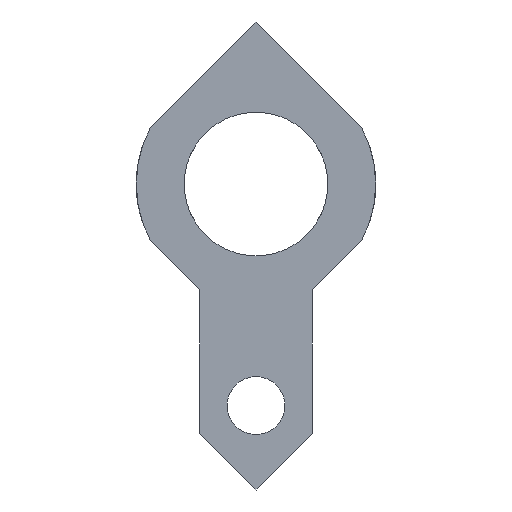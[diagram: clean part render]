
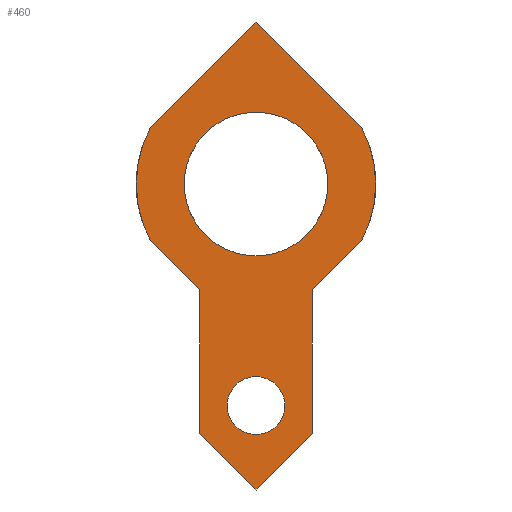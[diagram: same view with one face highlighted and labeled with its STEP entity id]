
A CAD part, left-side view. The second image highlights one B-rep face of the part: STEP entity #460.
In plain terms, the highlighted planar face has unit normal (-1, 0, 0).
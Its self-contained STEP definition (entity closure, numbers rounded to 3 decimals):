
#37=FACE_BOUND('',#103,.T.);
#38=FACE_BOUND('',#104,.T.);
#43=CIRCLE('',#490,3.6);
#45=CIRCLE('',#494,6.);
#47=CIRCLE('',#500,6.);
#48=CIRCLE('',#510,1.45);
#70=FACE_OUTER_BOUND('',#102,.T.);
#102=EDGE_LOOP('',(#393,#394,#395,#396,#397,#398,#399,#400,#401,#402));
#103=EDGE_LOOP('',(#403));
#104=EDGE_LOOP('',(#404));
#117=LINE('',#653,#161);
#122=LINE('',#663,#166);
#142=LINE('',#876,#186);
#143=LINE('',#879,#187);
#145=LINE('',#882,#189);
#146=LINE('',#885,#190);
#148=LINE('',#888,#192);
#149=LINE('',#890,#193);
#161=VECTOR('',#531,10.);
#166=VECTOR('',#540,10.);
#186=VECTOR('',#602,10.);
#187=VECTOR('',#605,10.);
#189=VECTOR('',#609,10.);
#190=VECTOR('',#612,10.);
#192=VECTOR('',#616,10.);
#193=VECTOR('',#619,10.);
#203=VERTEX_POINT('',#650);
#204=VERTEX_POINT('',#652);
#207=VERTEX_POINT('',#662);
#216=VERTEX_POINT('',#684);
#221=VERTEX_POINT('',#768);
#222=VERTEX_POINT('',#770);
#227=VERTEX_POINT('',#825);
#228=VERTEX_POINT('',#827);
#231=VERTEX_POINT('',#874);
#232=VERTEX_POINT('',#878);
#233=VERTEX_POINT('',#884);
#234=VERTEX_POINT('',#891);
#243=EDGE_CURVE('',#204,#203,#117,.T.);
#248=EDGE_CURVE('',#207,#204,#122,.T.);
#260=EDGE_CURVE('',#216,#216,#43,.T.);
#267=EDGE_CURVE('',#222,#221,#45,.T.);
#277=EDGE_CURVE('',#228,#227,#47,.T.);
#285=EDGE_CURVE('',#203,#231,#142,.T.);
#286=EDGE_CURVE('',#232,#207,#143,.T.);
#288=EDGE_CURVE('',#227,#232,#145,.T.);
#289=EDGE_CURVE('',#233,#228,#146,.T.);
#291=EDGE_CURVE('',#221,#233,#148,.T.);
#292=EDGE_CURVE('',#231,#222,#149,.T.);
#293=EDGE_CURVE('',#234,#234,#48,.T.);
#393=ORIENTED_EDGE('',*,*,#291,.T.);
#394=ORIENTED_EDGE('',*,*,#289,.T.);
#395=ORIENTED_EDGE('',*,*,#277,.T.);
#396=ORIENTED_EDGE('',*,*,#288,.T.);
#397=ORIENTED_EDGE('',*,*,#286,.T.);
#398=ORIENTED_EDGE('',*,*,#248,.T.);
#399=ORIENTED_EDGE('',*,*,#243,.T.);
#400=ORIENTED_EDGE('',*,*,#285,.T.);
#401=ORIENTED_EDGE('',*,*,#292,.T.);
#402=ORIENTED_EDGE('',*,*,#267,.T.);
#403=ORIENTED_EDGE('',*,*,#260,.T.);
#404=ORIENTED_EDGE('',*,*,#293,.T.);
#437=PLANE('',#509);
#460=ADVANCED_FACE('',(#70,#37,#38),#437,.F.);
#490=AXIS2_PLACEMENT_3D('',#686,#560,#561);
#494=AXIS2_PLACEMENT_3D('',#771,#569,#570);
#500=AXIS2_PLACEMENT_3D('',#828,#586,#587);
#509=AXIS2_PLACEMENT_3D('',#889,#617,#618);
#510=AXIS2_PLACEMENT_3D('',#892,#620,#621);
#531=DIRECTION('',(0.,-0.707,0.707));
#540=DIRECTION('',(0.,-0.707,-0.707));
#560=DIRECTION('center_axis',(1.,0.,0.));
#561=DIRECTION('ref_axis',(0.,-0.707,-0.707));
#569=DIRECTION('center_axis',(-1.,0.,0.));
#570=DIRECTION('ref_axis',(0.,0.707,-0.707));
#586=DIRECTION('center_axis',(-1.,0.,0.));
#587=DIRECTION('ref_axis',(0.,0.707,-0.707));
#602=DIRECTION('',(0.,0.,1.));
#605=DIRECTION('',(0.,0.,-1.));
#609=DIRECTION('',(0.,-0.707,-0.707));
#612=DIRECTION('',(0.,0.707,-0.707));
#616=DIRECTION('',(0.,0.707,0.707));
#617=DIRECTION('center_axis',(1.,0.,0.));
#618=DIRECTION('ref_axis',(0.,0.707,-0.707));
#619=DIRECTION('',(0.,-0.707,0.707));
#620=DIRECTION('center_axis',(1.,0.,0.));
#621=DIRECTION('ref_axis',(0.,-0.707,-0.707));
#650=CARTESIAN_POINT('',(68.221,45.849,4.361));
#652=CARTESIAN_POINT('',(68.221,48.678,1.533));
#653=CARTESIAN_POINT('',(68.221,44.435,5.776));
#662=CARTESIAN_POINT('',(68.221,51.506,4.361));
#663=CARTESIAN_POINT('',(68.221,50.092,2.947));
#684=CARTESIAN_POINT('',(68.221,51.223,19.407));
#686=CARTESIAN_POINT('Origin',(68.221,48.678,16.861));
#768=CARTESIAN_POINT('',(68.221,43.386,19.69));
#770=CARTESIAN_POINT('',(68.221,43.386,14.033));
#771=CARTESIAN_POINT('Origin',(68.221,48.678,16.861));
#825=CARTESIAN_POINT('',(68.221,53.969,14.033));
#827=CARTESIAN_POINT('',(68.221,53.969,19.69));
#828=CARTESIAN_POINT('Origin',(68.221,48.678,16.861));
#874=CARTESIAN_POINT('',(68.221,45.849,11.57));
#876=CARTESIAN_POINT('',(68.221,45.849,14.503));
#878=CARTESIAN_POINT('',(68.221,51.506,11.57));
#879=CARTESIAN_POINT('',(68.221,51.506,14.8));
#882=CARTESIAN_POINT('',(68.221,52.122,12.186));
#884=CARTESIAN_POINT('',(68.221,48.678,24.981));
#885=CARTESIAN_POINT('',(68.221,53.353,20.306));
#888=CARTESIAN_POINT('',(68.221,45.234,21.537));
#889=CARTESIAN_POINT('Origin',(68.221,48.678,16.861));
#890=CARTESIAN_POINT('',(68.221,44.002,13.417));
#891=CARTESIAN_POINT('',(68.221,49.703,6.787));
#892=CARTESIAN_POINT('Origin',(68.221,48.678,5.761));
